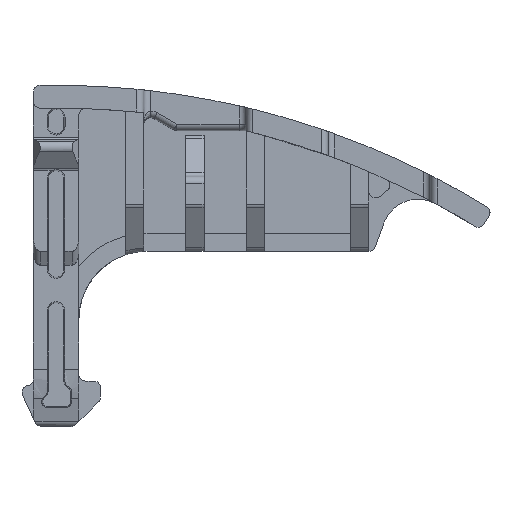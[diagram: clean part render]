
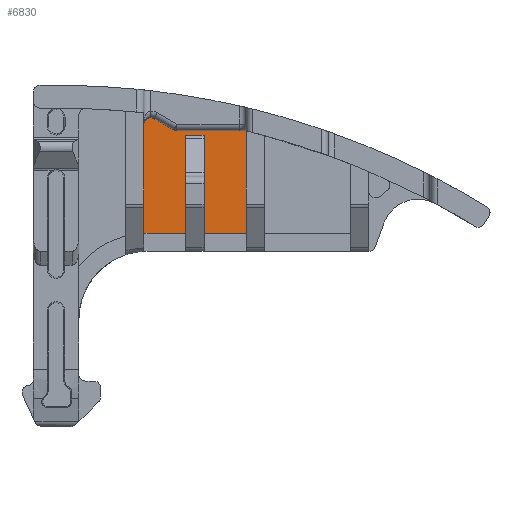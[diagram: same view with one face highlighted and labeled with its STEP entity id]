
A CAD part, left-side view. The second image highlights one B-rep face of the part: STEP entity #6830.
In plain terms, the highlighted planar face has unit normal (-1, 0, 0).
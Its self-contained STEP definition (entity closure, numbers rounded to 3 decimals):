
#1129=AXIS2_PLACEMENT_3D('Plane Axis2P3D',#1126,#1127,#1128) ;
#6630=AXIS2_PLACEMENT_3D('Circle Axis2P3D',#6628,#6629,$) ;
#6674=AXIS2_PLACEMENT_3D('Circle Axis2P3D',#6672,#6673,$) ;
#6806=AXIS2_PLACEMENT_3D('Circle Axis2P3D',#6804,#6805,$) ;
#1126=CARTESIAN_POINT('Axis2P3D Location',(3.5,19.068,14.)) ;
#3212=CARTESIAN_POINT('Vertex',(3.5,15.218,13.269)) ;
#3285=CARTESIAN_POINT('Vertex',(3.5,15.218,8.497)) ;
#3288=CARTESIAN_POINT('Line Origine',(3.5,15.218,10.883)) ;
#6275=CARTESIAN_POINT('Vertex',(3.5,10.718,12.995)) ;
#6280=CARTESIAN_POINT('Line Origine',(3.5,10.718,10.748)) ;
#6284=CARTESIAN_POINT('Vertex',(3.5,10.718,8.5)) ;
#6392=CARTESIAN_POINT('Vertex',(3.5,12.568,8.5)) ;
#6395=CARTESIAN_POINT('Line Origine',(3.5,12.568,10.654)) ;
#6399=CARTESIAN_POINT('Vertex',(3.5,12.568,12.808)) ;
#6558=CARTESIAN_POINT('Vertex',(3.5,13.368,12.808)) ;
#6561=CARTESIAN_POINT('Line Origine',(3.5,13.368,10.654)) ;
#6565=CARTESIAN_POINT('Vertex',(3.5,13.368,8.5)) ;
#6608=CARTESIAN_POINT('Line Origine',(3.5,14.218,8.5)) ;
#6612=CARTESIAN_POINT('Vertex',(3.5,15.068,8.5)) ;
#6628=CARTESIAN_POINT('Axis2P3D Location',(3.5,15.068,4.7)) ;
#6672=CARTESIAN_POINT('Axis2P3D Location',(3.5,14.918,13.269)) ;
#6676=CARTESIAN_POINT('Vertex',(3.5,14.768,13.529)) ;
#6787=CARTESIAN_POINT('Line Origine',(3.5,12.968,12.808)) ;
#6792=CARTESIAN_POINT('Line Origine',(3.5,11.643,8.5)) ;
#6797=CARTESIAN_POINT('Line Origine',(3.5,12.241,12.995)) ;
#6801=CARTESIAN_POINT('Vertex',(3.5,13.764,12.995)) ;
#6804=CARTESIAN_POINT('Axis2P3D Location',(3.5,13.764,13.295)) ;
#6808=CARTESIAN_POINT('Vertex',(3.5,13.914,13.035)) ;
#6811=CARTESIAN_POINT('Line Origine',(3.5,14.341,13.282)) ;
#1127=DIRECTION('Axis2P3D Direction',(-1.,0.,0.)) ;
#1128=DIRECTION('Axis2P3D XDirection',(0.,-1.,0.)) ;
#3289=DIRECTION('Vector Direction',(0.,0.,1.)) ;
#6281=DIRECTION('Vector Direction',(0.,0.,1.)) ;
#6396=DIRECTION('Vector Direction',(0.,0.,-1.)) ;
#6562=DIRECTION('Vector Direction',(0.,0.,-1.)) ;
#6609=DIRECTION('Vector Direction',(0.,1.,0.)) ;
#6629=DIRECTION('Axis2P3D Direction',(-1.,0.,0.)) ;
#6673=DIRECTION('Axis2P3D Direction',(1.,0.,0.)) ;
#6788=DIRECTION('Vector Direction',(0.,1.,0.)) ;
#6793=DIRECTION('Vector Direction',(0.,1.,0.)) ;
#6798=DIRECTION('Vector Direction',(0.,1.,0.)) ;
#6805=DIRECTION('Axis2P3D Direction',(-1.,0.,0.)) ;
#6812=DIRECTION('Vector Direction',(0.,0.866,0.5)) ;
#3290=VECTOR('Line Direction',#3289,1.) ;
#6282=VECTOR('Line Direction',#6281,1.) ;
#6397=VECTOR('Line Direction',#6396,1.) ;
#6563=VECTOR('Line Direction',#6562,1.) ;
#6610=VECTOR('Line Direction',#6609,1.) ;
#6789=VECTOR('Line Direction',#6788,1.) ;
#6794=VECTOR('Line Direction',#6793,1.) ;
#6799=VECTOR('Line Direction',#6798,1.) ;
#6813=VECTOR('Line Direction',#6812,1.) ;
#6817=ORIENTED_EDGE('',*,*,#3292,.T.) ;
#6818=ORIENTED_EDGE('',*,*,#6632,.F.) ;
#6819=ORIENTED_EDGE('',*,*,#6614,.F.) ;
#6820=ORIENTED_EDGE('',*,*,#6567,.T.) ;
#6821=ORIENTED_EDGE('',*,*,#6791,.T.) ;
#6822=ORIENTED_EDGE('',*,*,#6401,.T.) ;
#6823=ORIENTED_EDGE('',*,*,#6796,.F.) ;
#6824=ORIENTED_EDGE('',*,*,#6286,.T.) ;
#6825=ORIENTED_EDGE('',*,*,#6803,.T.) ;
#6826=ORIENTED_EDGE('',*,*,#6810,.F.) ;
#6827=ORIENTED_EDGE('',*,*,#6815,.T.) ;
#6828=ORIENTED_EDGE('',*,*,#6678,.T.) ;
#6830=ADVANCED_FACE('Slider_lock',(#6829),#1130,.T.) ;
#6631=CIRCLE('generated circle',#6630,3.8) ;
#6675=CIRCLE('generated circle',#6674,0.3) ;
#6807=CIRCLE('generated circle',#6806,0.3) ;
#3292=EDGE_CURVE('',#3213,#3286,#3291,.F.) ;
#6286=EDGE_CURVE('',#6285,#6276,#6283,.T.) ;
#6401=EDGE_CURVE('',#6400,#6393,#6398,.T.) ;
#6567=EDGE_CURVE('',#6566,#6559,#6564,.F.) ;
#6614=EDGE_CURVE('',#6566,#6613,#6611,.T.) ;
#6632=EDGE_CURVE('',#6613,#3286,#6631,.T.) ;
#6678=EDGE_CURVE('',#6677,#3213,#6675,.F.) ;
#6791=EDGE_CURVE('',#6559,#6400,#6790,.F.) ;
#6796=EDGE_CURVE('',#6285,#6393,#6795,.T.) ;
#6803=EDGE_CURVE('',#6276,#6802,#6800,.T.) ;
#6810=EDGE_CURVE('',#6809,#6802,#6807,.T.) ;
#6815=EDGE_CURVE('',#6809,#6677,#6814,.T.) ;
#6816=EDGE_LOOP('',(#6817,#6818,#6819,#6820,#6821,#6822,#6823,#6824,#6825,#6826,#6827,#6828)) ;
#6829=FACE_OUTER_BOUND('',#6816,.T.) ;
#3291=LINE('Line',#3288,#3290) ;
#6283=LINE('Line',#6280,#6282) ;
#6398=LINE('Line',#6395,#6397) ;
#6564=LINE('Line',#6561,#6563) ;
#6611=LINE('Line',#6608,#6610) ;
#6790=LINE('Line',#6787,#6789) ;
#6795=LINE('Line',#6792,#6794) ;
#6800=LINE('Line',#6797,#6799) ;
#6814=LINE('Line',#6811,#6813) ;
#1130=PLANE('',#1129) ;
#3213=VERTEX_POINT('',#3212) ;
#3286=VERTEX_POINT('',#3285) ;
#6276=VERTEX_POINT('',#6275) ;
#6285=VERTEX_POINT('',#6284) ;
#6393=VERTEX_POINT('',#6392) ;
#6400=VERTEX_POINT('',#6399) ;
#6559=VERTEX_POINT('',#6558) ;
#6566=VERTEX_POINT('',#6565) ;
#6613=VERTEX_POINT('',#6612) ;
#6677=VERTEX_POINT('',#6676) ;
#6802=VERTEX_POINT('',#6801) ;
#6809=VERTEX_POINT('',#6808) ;
